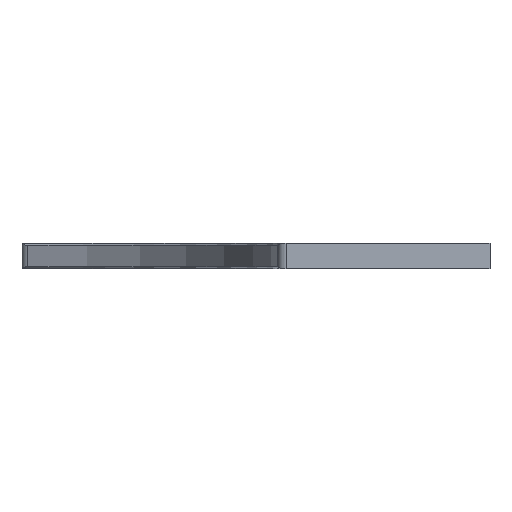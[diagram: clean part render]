
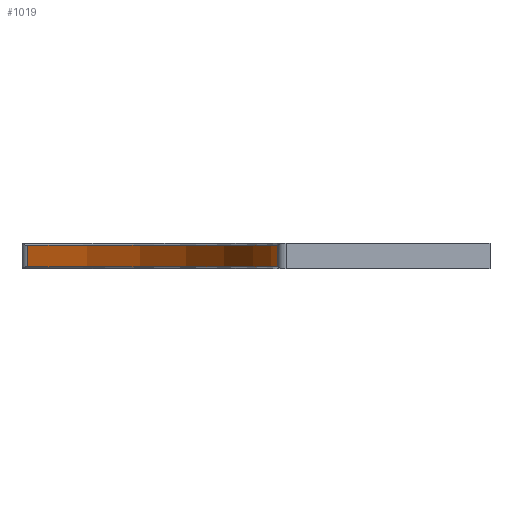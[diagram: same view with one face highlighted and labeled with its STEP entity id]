
A CAD part, front view. The second image highlights one B-rep face of the part: STEP entity #1019.
In plain terms, the highlighted cylindrical face has radius 139.827 mm (diameter 279.654 mm), a partial arc.
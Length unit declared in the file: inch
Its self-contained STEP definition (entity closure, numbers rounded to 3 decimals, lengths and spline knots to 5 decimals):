
#12 = AXIS2_PLACEMENT_3D ( 'NONE', #919, #40, #1141 ) ;
#40 = DIRECTION ( 'NONE',  ( 0., 0., -1. ) ) ;
#80 = CIRCLE ( 'NONE', #12, 5.505 ) ;
#94 = EDGE_CURVE ( 'NONE', #290, #1404, #602, .T. ) ;
#96 = EDGE_LOOP ( 'NONE', ( #408, #964, #1093, #938 ) ) ;
#102 = CARTESIAN_POINT ( 'NONE',  ( 1.81696, 5.19651, -0.031 ) ) ;
#148 = DIRECTION ( 'NONE',  ( 1., 0., 0. ) ) ;
#231 = VECTOR ( 'NONE', #1014, 39.37008 ) ;
#282 = EDGE_CURVE ( 'NONE', #954, #1325, #653, .T. ) ;
#290 = VERTEX_POINT ( 'NONE', #1138 ) ;
#374 = CARTESIAN_POINT ( 'NONE',  ( 5.50364, 0.12222, -0.031 ) ) ;
#377 = DIRECTION ( 'NONE',  ( 0., 0., 1. ) ) ;
#408 = ORIENTED_EDGE ( 'NONE', *, *, #1131, .T. ) ;
#440 = CARTESIAN_POINT ( 'NONE',  ( 1.81696, 5.19651, -0.3425 ) ) ;
#596 = CIRCLE ( 'NONE', #798, 5.505 ) ;
#602 = LINE ( 'NONE', #1462, #792 ) ;
#653 = LINE ( 'NONE', #1120, #231 ) ;
#746 = CARTESIAN_POINT ( 'NONE',  ( 0., 0., -0.3735 ) ) ;
#792 = VECTOR ( 'NONE', #1236, 39.37008 ) ;
#798 = AXIS2_PLACEMENT_3D ( 'NONE', #1109, #377, #1003 ) ;
#919 = CARTESIAN_POINT ( 'NONE',  ( 0., 0., -0.3425 ) ) ;
#938 = ORIENTED_EDGE ( 'NONE', *, *, #282, .T. ) ;
#954 = VERTEX_POINT ( 'NONE', #102 ) ;
#964 = ORIENTED_EDGE ( 'NONE', *, *, #94, .T. ) ;
#1000 = EDGE_CURVE ( 'NONE', #1404, #954, #596, .T. ) ;
#1003 = DIRECTION ( 'NONE',  ( 1., 0., 0. ) ) ;
#1014 = DIRECTION ( 'NONE',  ( 0., 0., -1. ) ) ;
#1019 = ADVANCED_FACE ( 'NONE', ( #1247 ), #1223, .F. ) ;
#1091 = DIRECTION ( 'NONE',  ( 0., 0., 1. ) ) ;
#1093 = ORIENTED_EDGE ( 'NONE', *, *, #1000, .T. ) ;
#1109 = CARTESIAN_POINT ( 'NONE',  ( 0., 0., -0.031 ) ) ;
#1120 = CARTESIAN_POINT ( 'NONE',  ( 1.81696, 5.19651, -0.3735 ) ) ;
#1131 = EDGE_CURVE ( 'NONE', #1325, #290, #80, .T. ) ;
#1138 = CARTESIAN_POINT ( 'NONE',  ( 5.50364, 0.12222, -0.3425 ) ) ;
#1141 = DIRECTION ( 'NONE',  ( 1., 0., 0. ) ) ;
#1208 = AXIS2_PLACEMENT_3D ( 'NONE', #746, #1091, #148 ) ;
#1223 = CYLINDRICAL_SURFACE ( 'NONE', #1208, 5.505 ) ;
#1236 = DIRECTION ( 'NONE',  ( 0., 0., 1. ) ) ;
#1247 = FACE_OUTER_BOUND ( 'NONE', #96, .T. ) ;
#1325 = VERTEX_POINT ( 'NONE', #440 ) ;
#1404 = VERTEX_POINT ( 'NONE', #374 ) ;
#1462 = CARTESIAN_POINT ( 'NONE',  ( 5.50364, 0.12222, -0.3735 ) ) ;
